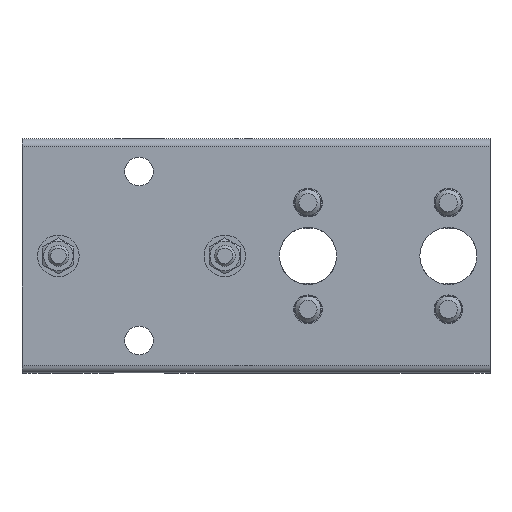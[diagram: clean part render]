
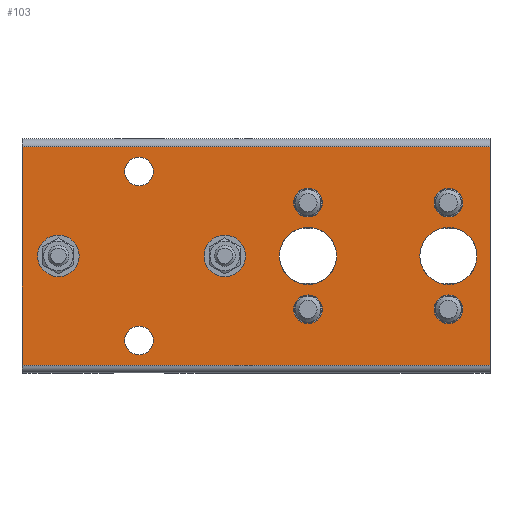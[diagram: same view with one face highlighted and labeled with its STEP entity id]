
A CAD part, top view. The second image highlights one B-rep face of the part: STEP entity #103.
In plain terms, the highlighted planar face has unit normal (0, 0, 1).
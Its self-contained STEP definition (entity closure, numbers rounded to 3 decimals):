
#103=ADVANCED_FACE('',(#1433,#1435,#1437,#1439,#1441,#1443,#1445,#1447,#1449,#1451,
#1453),#1455,.F.);
#1433=FACE_BOUND('',#1434,.T.);
#1434=EDGE_LOOP('',(#2631,#2632,#2633,#2634));
#1435=FACE_BOUND('',#1436,.T.);
#1436=EDGE_LOOP('',(#2635));
#1437=FACE_BOUND('',#1438,.T.);
#1438=EDGE_LOOP('',(#2636));
#1439=FACE_BOUND('',#1440,.T.);
#1440=EDGE_LOOP('',(#2637));
#1441=FACE_BOUND('',#1442,.T.);
#1442=EDGE_LOOP('',(#2638));
#1443=FACE_BOUND('',#1444,.T.);
#1444=EDGE_LOOP('',(#2639));
#1445=FACE_BOUND('',#1446,.T.);
#1446=EDGE_LOOP('',(#2640));
#1447=FACE_BOUND('',#1448,.T.);
#1448=EDGE_LOOP('',(#2641));
#1449=FACE_BOUND('',#1450,.T.);
#1450=EDGE_LOOP('',(#2642));
#1451=FACE_BOUND('',#1452,.T.);
#1452=EDGE_LOOP('',(#2643));
#1453=FACE_BOUND('',#1454,.T.);
#1454=EDGE_LOOP('',(#2644));
#1455=PLANE('',#1456);
#1456=AXIS2_PLACEMENT_3D('',#1457,#1458,#1459);
#1457=CARTESIAN_POINT('',(86.436,-38.038,6.39));
#1458=DIRECTION('',(0.,0.,-1.));
#1459=DIRECTION('',(-1.,0.,0.));
#2631=ORIENTED_EDGE('',*,*,#3216,.F.);
#2632=ORIENTED_EDGE('',*,*,#3217,.F.);
#2633=ORIENTED_EDGE('',*,*,#3218,.F.);
#2634=ORIENTED_EDGE('',*,*,#3219,.F.);
#2635=ORIENTED_EDGE('',*,*,#3220,.F.);
#2636=ORIENTED_EDGE('',*,*,#3221,.T.);
#2637=ORIENTED_EDGE('',*,*,#3222,.T.);
#2638=ORIENTED_EDGE('',*,*,#3223,.T.);
#2639=ORIENTED_EDGE('',*,*,#3224,.T.);
#2640=ORIENTED_EDGE('',*,*,#3225,.T.);
#2641=ORIENTED_EDGE('',*,*,#3202,.T.);
#2642=ORIENTED_EDGE('',*,*,#3226,.T.);
#2643=ORIENTED_EDGE('',*,*,#3227,.T.);
#2644=ORIENTED_EDGE('',*,*,#3228,.F.);
#3202=EDGE_CURVE('',#3496,#3496,#3497,.T.);
#3216=EDGE_CURVE('',#3523,#3524,#3525,.T.);
#3217=EDGE_CURVE('',#3526,#3523,#3527,.T.);
#3218=EDGE_CURVE('',#3528,#3526,#3529,.T.);
#3219=EDGE_CURVE('',#3524,#3528,#3530,.T.);
#3220=EDGE_CURVE('',#3531,#3531,#3532,.F.);
#3221=EDGE_CURVE('',#3533,#3533,#3534,.T.);
#3222=EDGE_CURVE('',#3535,#3535,#3536,.T.);
#3223=EDGE_CURVE('',#3537,#3537,#3538,.T.);
#3224=EDGE_CURVE('',#3539,#3539,#3540,.T.);
#3225=EDGE_CURVE('',#3541,#3541,#3542,.T.);
#3226=EDGE_CURVE('',#3543,#3543,#3544,.T.);
#3227=EDGE_CURVE('',#3545,#3545,#3546,.T.);
#3228=EDGE_CURVE('',#3547,#3547,#3548,.F.);
#3496=VERTEX_POINT('',#4010);
#3497=CIRCLE('',#4011,5.5);
#3523=VERTEX_POINT('',#4073);
#3524=VERTEX_POINT('',#4074);
#3525=LINE('',#4075,#4076);
#3526=VERTEX_POINT('',#4078);
#3527=LINE('',#4079,#4080);
#3528=VERTEX_POINT('',#4082);
#3529=LINE('',#4083,#4084);
#3530=LINE('',#4086,#4087);
#3531=VERTEX_POINT('',#4089);
#3532=CIRCLE('',#4090,8.);
#3533=VERTEX_POINT('',#4094);
#3534=CIRCLE('',#4095,11.);
#3535=VERTEX_POINT('',#4099);
#3536=CIRCLE('',#4100,11.);
#3537=VERTEX_POINT('',#4104);
#3538=CIRCLE('',#4105,5.5);
#3539=VERTEX_POINT('',#4109);
#3540=CIRCLE('',#4110,5.5);
#3541=VERTEX_POINT('',#4114);
#3542=CIRCLE('',#4115,5.5);
#3543=VERTEX_POINT('',#4119);
#3544=CIRCLE('',#4120,5.5);
#3545=VERTEX_POINT('',#4124);
#3546=CIRCLE('',#4125,5.5);
#3547=VERTEX_POINT('',#4129);
#3548=CIRCLE('',#4130,8.);
#4010=CARTESIAN_POINT('',(10.936,-13.538,6.39));
#4011=AXIS2_PLACEMENT_3D('',#4012,#4013,#4014);
#4012=CARTESIAN_POINT('',(16.436,-13.538,6.39));
#4013=DIRECTION('',(0.,0.,-1.));
#4014=DIRECTION('',(-1.,0.,0.));
#4073=CARTESIAN_POINT('',(-93.564,48.962,6.39));
#4074=CARTESIAN_POINT('',(86.436,48.962,6.39));
#4075=CARTESIAN_POINT('',(-93.564,48.962,6.39));
#4076=VECTOR('',#4077,1.);
#4077=DIRECTION('',(1.,0.,0.));
#4078=CARTESIAN_POINT('',(-93.564,-35.038,6.39));
#4079=CARTESIAN_POINT('',(-93.564,-35.038,6.39));
#4080=VECTOR('',#4081,1.);
#4081=DIRECTION('',(0.,1.,0.));
#4082=CARTESIAN_POINT('',(86.436,-35.038,6.39));
#4083=CARTESIAN_POINT('',(86.436,-35.038,6.39));
#4084=VECTOR('',#4085,1.);
#4085=DIRECTION('',(-1.,0.,0.));
#4086=CARTESIAN_POINT('',(86.436,48.962,6.39));
#4087=VECTOR('',#4088,1.);
#4088=DIRECTION('',(0.,-1.,0.));
#4089=CARTESIAN_POINT('',(-71.564,6.962,6.39));
#4090=AXIS2_PLACEMENT_3D('',#4091,#4092,#4093);
#4091=CARTESIAN_POINT('',(-79.564,6.962,6.39));
#4092=DIRECTION('',(0.,0.,-1.));
#4093=DIRECTION('',(1.,0.,0.));
#4094=CARTESIAN_POINT('',(59.436,6.962,6.39));
#4095=AXIS2_PLACEMENT_3D('',#4096,#4097,#4098);
#4096=CARTESIAN_POINT('',(70.436,6.962,6.39));
#4097=DIRECTION('',(0.,0.,-1.));
#4098=DIRECTION('',(-1.,0.,0.));
#4099=CARTESIAN_POINT('',(5.436,6.962,6.39));
#4100=AXIS2_PLACEMENT_3D('',#4101,#4102,#4103);
#4101=CARTESIAN_POINT('',(16.436,6.962,6.39));
#4102=DIRECTION('',(0.,0.,-1.));
#4103=DIRECTION('',(-1.,0.,0.));
#4104=CARTESIAN_POINT('',(64.936,27.462,6.39));
#4105=AXIS2_PLACEMENT_3D('',#4106,#4107,#4108);
#4106=CARTESIAN_POINT('',(70.436,27.462,6.39));
#4107=DIRECTION('',(0.,0.,-1.));
#4108=DIRECTION('',(-1.,0.,0.));
#4109=CARTESIAN_POINT('',(64.936,-13.538,6.39));
#4110=AXIS2_PLACEMENT_3D('',#4111,#4112,#4113);
#4111=CARTESIAN_POINT('',(70.436,-13.538,6.39));
#4112=DIRECTION('',(0.,0.,-1.));
#4113=DIRECTION('',(-1.,0.,0.));
#4114=CARTESIAN_POINT('',(10.936,27.462,6.39));
#4115=AXIS2_PLACEMENT_3D('',#4116,#4117,#4118);
#4116=CARTESIAN_POINT('',(16.436,27.462,6.39));
#4117=DIRECTION('',(0.,0.,-1.));
#4118=DIRECTION('',(-1.,0.,0.));
#4119=CARTESIAN_POINT('',(-54.064,39.462,6.39));
#4120=AXIS2_PLACEMENT_3D('',#4121,#4122,#4123);
#4121=CARTESIAN_POINT('',(-48.564,39.462,6.39));
#4122=DIRECTION('',(0.,0.,-1.));
#4123=DIRECTION('',(-1.,0.,0.));
#4124=CARTESIAN_POINT('',(-54.064,-25.538,6.39));
#4125=AXIS2_PLACEMENT_3D('',#4126,#4127,#4128);
#4126=CARTESIAN_POINT('',(-48.564,-25.538,6.39));
#4127=DIRECTION('',(0.,0.,-1.));
#4128=DIRECTION('',(-1.,0.,0.));
#4129=CARTESIAN_POINT('',(-7.564,6.962,6.39));
#4130=AXIS2_PLACEMENT_3D('',#4131,#4132,#4133);
#4131=CARTESIAN_POINT('',(-15.564,6.962,6.39));
#4132=DIRECTION('',(0.,0.,-1.));
#4133=DIRECTION('',(1.,0.,0.));
